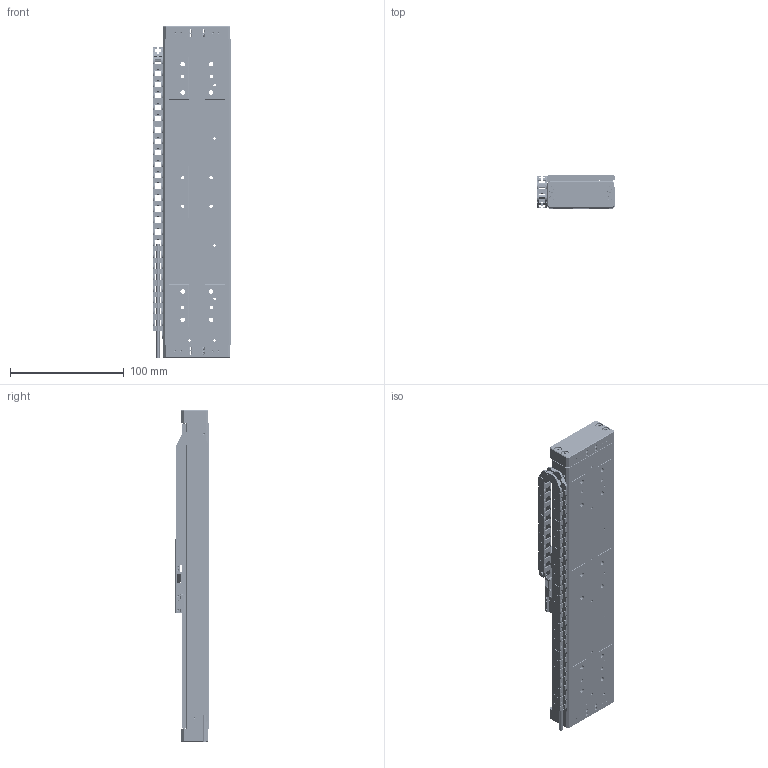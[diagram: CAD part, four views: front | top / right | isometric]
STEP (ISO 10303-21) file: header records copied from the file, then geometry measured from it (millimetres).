
FILE_DESCRIPTION (( 'STEP AP214' ), '1' );
FILE_NAME ('PPS-60-34XXX.STEP', '2023-03-01T23:16:17', ( '' ), ( '' ), 'SwSTEP 2.0', 'SolidWorks 2020', '' );
FILE_SCHEMA (( 'AUTOMOTIVE_DESIGN' ));
Length unit declared in the file: millimetre
Products named in the file (23): SCREW, SHCS-S, M-DIN_M2 x 0.4 x 03mm; Cable Chain exit cable; PPS-60-34XXX; 430561 Dowel Pin Press Fit Assembly; 430562 PPS-60, Cable Clamp, Carriage; 130174 PPS-60, Bearing Block; Dowel Pin, E-NR_E1''16 x 3''8in; SCREW, MS-PPH, M-JCIS_M2 x 0.4 x 6mm; 430561 PPS-60, End Support, Linear Shaft; Screw, SHCS-L, M-DIN_M3 x 0.5 x 06mm; SCREW, MS-PPH, M-JCIS_M1.6 x 0.35 x 4mm; IGUS chain, PPS-60_200mm; PPS-60, Base, Master Part_200mm; 430559 PPS-60, Carriage, L65mm; Set Screw, Cup-H, M-DIN_M3 x 0.5 x 04mm; Dowel Pin, M-DIN_M01.5 x 005; 1-8 Ball; IGUS chain, end link; SCREW, SHCS-S, M-DIN_M3 x 0.5 x 12mm; 130174 Bearing Slide Rail, PPS-60_200mm; IGUS chain link; SCREW, MS-PPH, M-JCIS_M2 x 0.4 x 7mm
Assembly tree (130 placements, depth 3):
  PPS-60-34XXX
    PPS-60, Base, Master Part_200mm
    430559 PPS-60, Carriage, L65mm
    430562 PPS-60, Cable Clamp, Carriage
    SCREW, SHCS-S, M-DIN_M3 x 0.5 x 12mm  x8
    SCREW, MS-PPH, M-JCIS_M1.6 x 0.35 x 4mm  x4
    SCREW, SHCS-S, M-DIN_M2 x 0.4 x 03mm  x8
    Dowel Pin, M-DIN_M01.5 x 005  x2
    130174 PPS-60, Bearing Block  x4
    130174 Bearing Slide Rail, PPS-60_200mm  x2
    SCREW, MS-PPH, M-JCIS_M2 x 0.4 x 6mm  x29
    SCREW, MS-PPH, M-JCIS_M2 x 0.4 x 7mm  x7
    1-8 Ball  x4
    Screw, SHCS-L, M-DIN_M3 x 0.5 x 06mm  x5
    430561 Dowel Pin Press Fit Assembly
      430561 PPS-60, End Support, Linear Shaft
      Dowel Pin, E-NR_E1''16 x 3''8in  x4
    430561 Dowel Pin Press Fit Assembly
      430561 PPS-60, End Support, Linear Shaft
      Dowel Pin, E-NR_E1''16 x 3''8in  x4
    Set Screw, Cup-H, M-DIN_M3 x 0.5 x 04mm  x3
    IGUS chain, PPS-60_200mm
      IGUS chain, end link
      IGUS chain link  x36
    Cable Chain exit cable
Bounding box: 68.7 x 30 x 292 mm (x, y, z)
Volume: 219645.4 mm3; surface area: 128769.9 mm2
Topology: 127 solids, 127 shells, 6031 faces, 14885 edges, 9318 vertices
Faces by surface type: plane 3118, cylinder 1907, cone 586, torus 412, sphere 8
Entity records: 56389 total; most frequent: CARTESIAN_POINT 10214, DIRECTION 9641, ORIENTED_EDGE 8482, EDGE_CURVE 4241, AXIS2_PLACEMENT_3D 3646, VERTEX_POINT 2729, VECTOR 2349, LINE 2349
